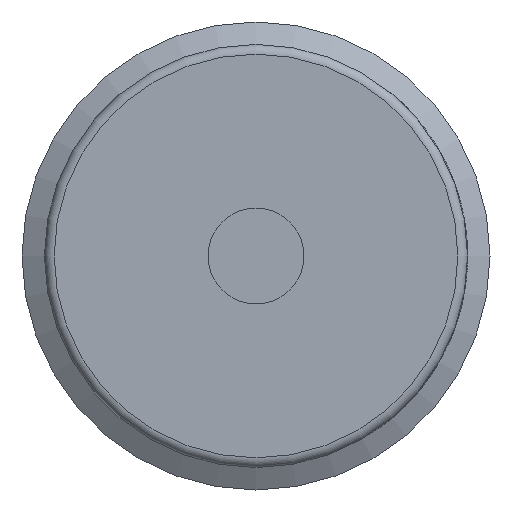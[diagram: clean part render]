
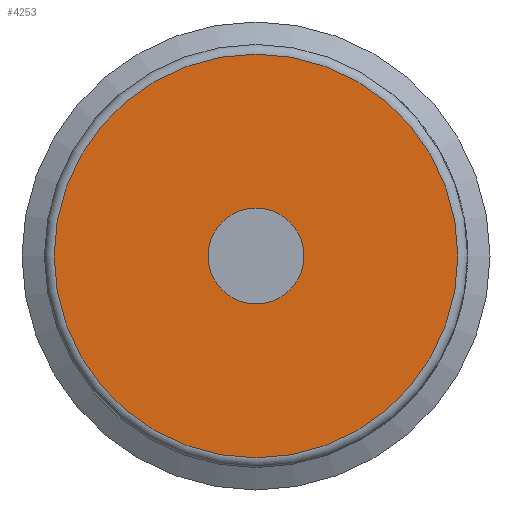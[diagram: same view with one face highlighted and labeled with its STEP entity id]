
A CAD part, front view. The second image highlights one B-rep face of the part: STEP entity #4253.
In plain terms, the highlighted face is planar.
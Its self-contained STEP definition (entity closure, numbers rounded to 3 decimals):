
#134=PLANE('',#4571);
#254=CIRCLE('',#4559,2.459);
#258=CIRCLE('',#4569,10.35);
#286=FACE_BOUND('',#793,.T.);
#544=FACE_OUTER_BOUND('',#792,.T.);
#792=EDGE_LOOP('',(#3715));
#793=EDGE_LOOP('',(#3716));
#1953=VERTEX_POINT('',#9124);
#1957=VERTEX_POINT('',#9142);
#2535=EDGE_CURVE('',#1953,#1953,#254,.T.);
#2543=EDGE_CURVE('',#1957,#1957,#258,.T.);
#3715=ORIENTED_EDGE('',*,*,#2543,.T.);
#3716=ORIENTED_EDGE('',*,*,#2535,.T.);
#4253=ADVANCED_FACE('',(#544,#286),#134,.T.);
#4559=AXIS2_PLACEMENT_3D('',#9125,#5393,#5394);
#4569=AXIS2_PLACEMENT_3D('',#9143,#5417,#5418);
#4571=AXIS2_PLACEMENT_3D('',#9145,#5421,#5422);
#5393=DIRECTION('center_axis',(-1.,0.,0.));
#5394=DIRECTION('ref_axis',(0.,0.,-1.));
#5417=DIRECTION('center_axis',(1.,0.,0.));
#5418=DIRECTION('ref_axis',(0.,0.,-1.));
#5421=DIRECTION('center_axis',(1.,0.,0.));
#5422=DIRECTION('ref_axis',(0.,0.,-1.));
#9124=CARTESIAN_POINT('',(54.,0.05,2.459));
#9125=CARTESIAN_POINT('Origin',(54.,0.05,0.));
#9142=CARTESIAN_POINT('',(54.,0.05,10.35));
#9143=CARTESIAN_POINT('Origin',(54.,0.05,0.));
#9145=CARTESIAN_POINT('Origin',(54.,0.05,0.));
